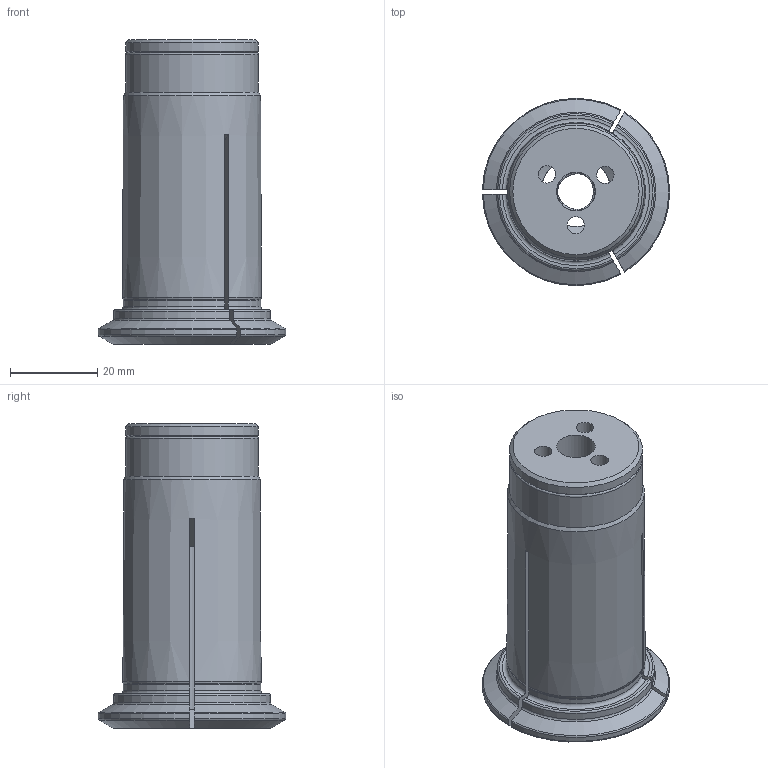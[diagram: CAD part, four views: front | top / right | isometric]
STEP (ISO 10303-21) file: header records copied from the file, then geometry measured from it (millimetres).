
FILE_DESCRIPTION(/* description */ (''),/* implementation_level */ '2;1');
FILE_NAME(/* name */ '173216000.stp',/* time_stamp */ '2021-01-08T12:22:02',/* author */ ('LRA'),/* organization */ ('REGO-FIX'),/* preprocessor_version */ ' Unknown',/* originating_system */ 'SIEMENS PLM Software Solid Edge ST10',/* authorization */ 'Unknown');
FILE_SCHEMA (('AUTOMOTIVE_DESIGN { 1 0 10303 214 2 1 1}'));
Length unit declared in the file: millimetre
Products named in the file (1): NOCUT
Bounding box: 42.99 x 43 x 70 mm (x, y, z)
Volume: 41801.6 mm3; surface area: 16546.6 mm2
Topology: 1 solids, 2 shells, 125 faces, 358 edges, 230 vertices
Faces by surface type: cylinder 40, cone 32, plane 31, torus 22
Full cylindrical faces by diameter (mm): 4 x3, 8.917 x1, 10.5 x1, 16 x1, 21 x1, 26.5 x1, 26.917 x2, 28.5 x1, 30.5 x2
Entity records: 4909 total; most frequent: CARTESIAN_POINT 826, DIRECTION 701, ORIENTED_EDGE 634, EDGE_CURVE 317, AXIS2_PLACEMENT_3D 292, VERTEX_POINT 215, EDGE_LOOP 166, FACE_BOUND 166
